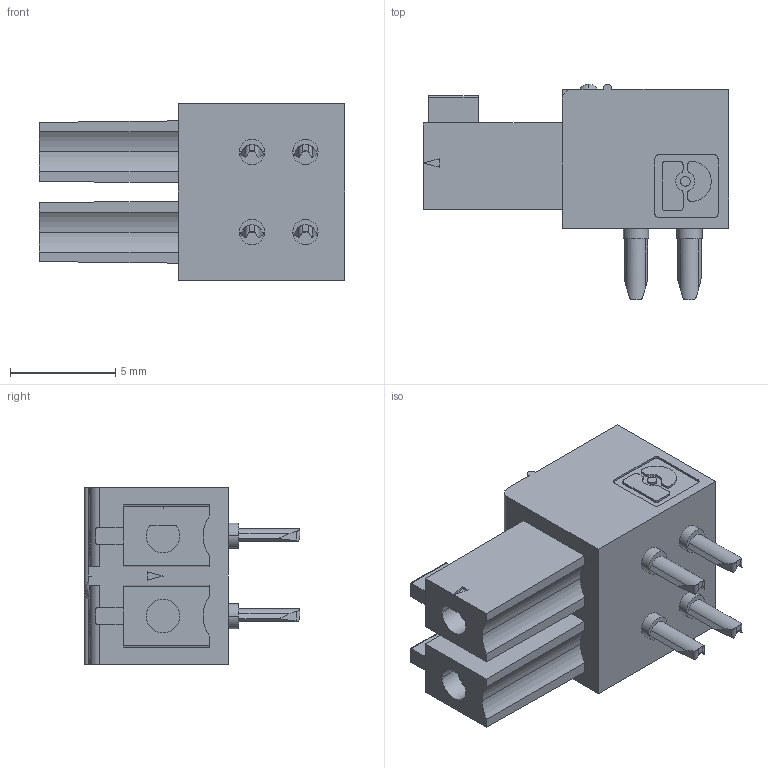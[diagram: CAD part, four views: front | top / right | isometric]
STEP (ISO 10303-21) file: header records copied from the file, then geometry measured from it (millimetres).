
FILE_DESCRIPTION(('STEP AP203'),'1');
FILE_NAME('1862577.stp','2025-08-07T05:34:11',('TraceParts'),('TraceParts S.A.'),'Spatial InterOp 3D',' ',' ');
FILE_SCHEMA(('CONFIG_CONTROL_DESIGN'));
Length unit declared in the file: millimetre
Products named in the file (1): 1
Bounding box: 14.5 x 10.25 x 8.41 mm (x, y, z)
Volume: 592.1 mm3; surface area: 618 mm2
Topology: 1 solids, 1 shells, 197 faces, 507 edges, 333 vertices
Faces by surface type: plane 123, cylinder 66, sphere 4, cone 4
Entity records: 6619 total; most frequent: CARTESIAN_POINT 1644, DIRECTION 1051, ORIENTED_EDGE 1014, EDGE_CURVE 507, AXIS2_PLACEMENT_3D 366, VERTEX_POINT 333, LINE 319, VECTOR 319
